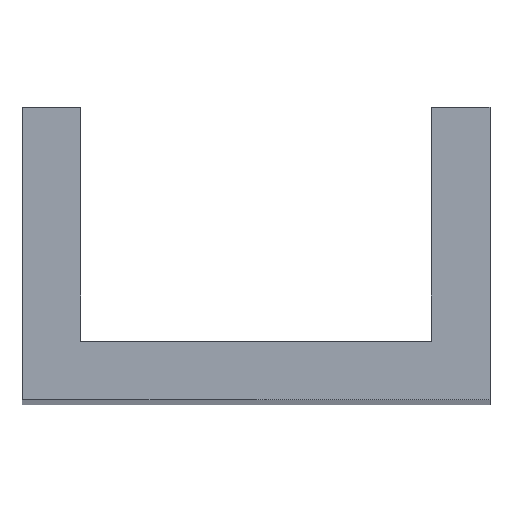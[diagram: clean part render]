
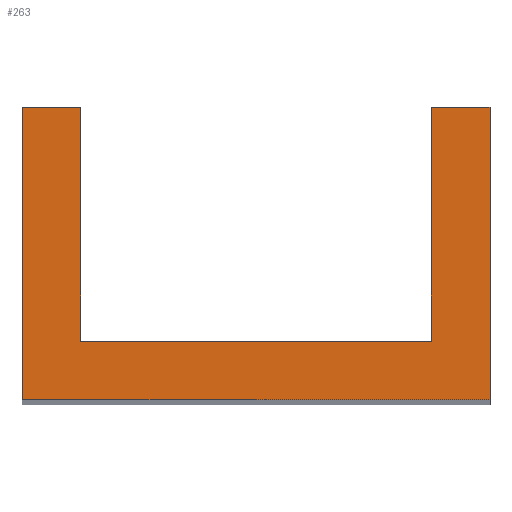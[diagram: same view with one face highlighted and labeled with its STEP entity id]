
A CAD part, top view. The second image highlights one B-rep face of the part: STEP entity #263.
In plain terms, the highlighted planar face has unit normal (0, 0, 1).
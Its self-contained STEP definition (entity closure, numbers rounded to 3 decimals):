
#5 = CARTESIAN_POINT ( 'NONE',  ( 15., 25., 250. ) ) ;
#10 = VECTOR ( 'NONE', #112, 1000. ) ;
#17 = VECTOR ( 'NONE', #322, 1000. ) ;
#18 = CARTESIAN_POINT ( 'NONE',  ( -15., 5., 250. ) ) ;
#21 = DIRECTION ( 'NONE',  ( -1., 0., 0. ) ) ;
#27 = CARTESIAN_POINT ( 'NONE',  ( -20., 25., 250. ) ) ;
#30 = FACE_OUTER_BOUND ( 'NONE', #130, .T. ) ;
#33 = VECTOR ( 'NONE', #200, 1000. ) ;
#36 = CARTESIAN_POINT ( 'NONE',  ( 20., 25., 250. ) ) ;
#38 = CARTESIAN_POINT ( 'NONE',  ( -20., 0., 250. ) ) ;
#44 = ORIENTED_EDGE ( 'NONE', *, *, #136, .T. ) ;
#49 = DIRECTION ( 'NONE',  ( -1., 0., 0. ) ) ;
#54 = LINE ( 'NONE', #351, #17 ) ;
#73 = ORIENTED_EDGE ( 'NONE', *, *, #174, .T. ) ;
#76 = VERTEX_POINT ( 'NONE', #295 ) ;
#85 = EDGE_CURVE ( 'NONE', #240, #365, #301, .T. ) ;
#86 = DIRECTION ( 'NONE',  ( -1., 0., 0. ) ) ;
#100 = VECTOR ( 'NONE', #49, 1000. ) ;
#105 = EDGE_CURVE ( 'NONE', #365, #288, #213, .T. ) ;
#107 = DIRECTION ( 'NONE',  ( 0., 1., 0. ) ) ;
#112 = DIRECTION ( 'NONE',  ( 0., -1., 0. ) ) ;
#126 = DIRECTION ( 'NONE',  ( 1., 0., 0. ) ) ;
#127 = ORIENTED_EDGE ( 'NONE', *, *, #85, .T. ) ;
#130 = EDGE_LOOP ( 'NONE', ( #73, #350, #208, #238, #44, #291, #127, #293 ) ) ;
#136 = EDGE_CURVE ( 'NONE', #316, #186, #275, .T. ) ;
#143 = CARTESIAN_POINT ( 'NONE',  ( 15., 25., 250. ) ) ;
#145 = PLANE ( 'NONE',  #245 ) ;
#146 = LINE ( 'NONE', #195, #10 ) ;
#159 = VECTOR ( 'NONE', #107, 1000. ) ;
#164 = VECTOR ( 'NONE', #21, 1000. ) ;
#169 = CARTESIAN_POINT ( 'NONE',  ( -20., 25., 250. ) ) ;
#174 = EDGE_CURVE ( 'NONE', #288, #176, #277, .T. ) ;
#176 = VERTEX_POINT ( 'NONE', #169 ) ;
#186 = VERTEX_POINT ( 'NONE', #143 ) ;
#195 = CARTESIAN_POINT ( 'NONE',  ( -20., 25., 250. ) ) ;
#200 = DIRECTION ( 'NONE',  ( -1., 0., 0. ) ) ;
#208 = ORIENTED_EDGE ( 'NONE', *, *, #332, .T. ) ;
#213 = LINE ( 'NONE', #326, #159 ) ;
#222 = CARTESIAN_POINT ( 'NONE',  ( 15., 5., 250. ) ) ;
#223 = VECTOR ( 'NONE', #126, 1000. ) ;
#227 = DIRECTION ( 'NONE',  ( 0., 0., -1. ) ) ;
#230 = EDGE_CURVE ( 'NONE', #176, #76, #146, .T. ) ;
#235 = CARTESIAN_POINT ( 'NONE',  ( -15., 5., 250. ) ) ;
#238 = ORIENTED_EDGE ( 'NONE', *, *, #290, .T. ) ;
#240 = VERTEX_POINT ( 'NONE', #222 ) ;
#245 = AXIS2_PLACEMENT_3D ( 'NONE', #252, #227, #86 ) ;
#252 = CARTESIAN_POINT ( 'NONE',  ( 0., 0., 250. ) ) ;
#254 = CARTESIAN_POINT ( 'NONE',  ( -15., 25., 250. ) ) ;
#255 = LINE ( 'NONE', #38, #223 ) ;
#260 = VERTEX_POINT ( 'NONE', #279 ) ;
#263 = ADVANCED_FACE ( 'NONE', ( #30 ), #145, .F. ) ;
#267 = VECTOR ( 'NONE', #287, 1000. ) ;
#272 = CARTESIAN_POINT ( 'NONE',  ( 20., 25., 250. ) ) ;
#275 = LINE ( 'NONE', #272, #100 ) ;
#277 = LINE ( 'NONE', #27, #33 ) ;
#279 = CARTESIAN_POINT ( 'NONE',  ( 20., 0., 250. ) ) ;
#287 = DIRECTION ( 'NONE',  ( 0., -1., 0. ) ) ;
#288 = VERTEX_POINT ( 'NONE', #254 ) ;
#289 = LINE ( 'NONE', #5, #267 ) ;
#290 = EDGE_CURVE ( 'NONE', #260, #316, #54, .T. ) ;
#291 = ORIENTED_EDGE ( 'NONE', *, *, #358, .T. ) ;
#293 = ORIENTED_EDGE ( 'NONE', *, *, #105, .T. ) ;
#295 = CARTESIAN_POINT ( 'NONE',  ( -20., 0., 250. ) ) ;
#301 = LINE ( 'NONE', #18, #164 ) ;
#316 = VERTEX_POINT ( 'NONE', #36 ) ;
#322 = DIRECTION ( 'NONE',  ( 0., 1., 0. ) ) ;
#326 = CARTESIAN_POINT ( 'NONE',  ( -15., 25., 250. ) ) ;
#332 = EDGE_CURVE ( 'NONE', #76, #260, #255, .T. ) ;
#350 = ORIENTED_EDGE ( 'NONE', *, *, #230, .T. ) ;
#351 = CARTESIAN_POINT ( 'NONE',  ( 20., 25., 250. ) ) ;
#358 = EDGE_CURVE ( 'NONE', #186, #240, #289, .T. ) ;
#365 = VERTEX_POINT ( 'NONE', #235 ) ;
